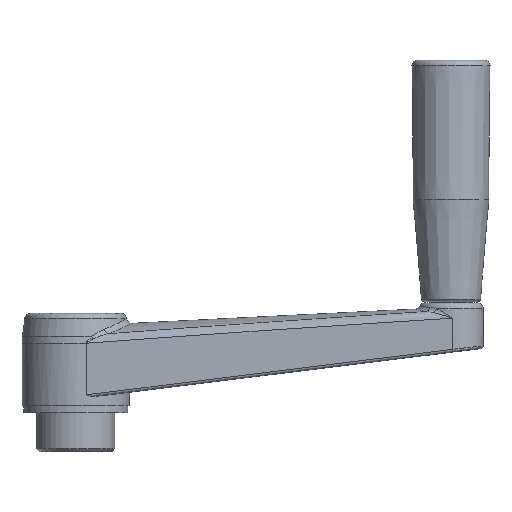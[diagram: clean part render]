
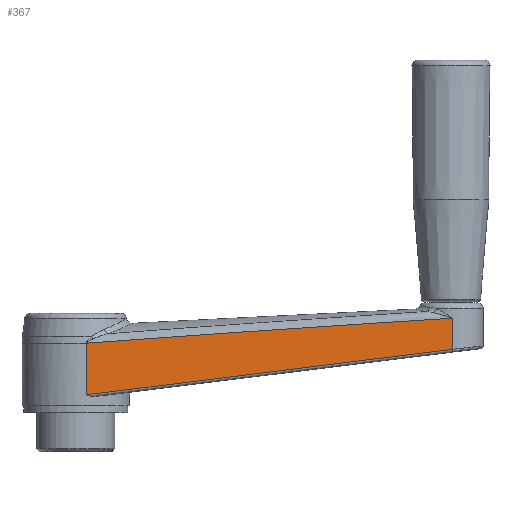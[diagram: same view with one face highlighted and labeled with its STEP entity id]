
A CAD part, front view. The second image highlights one B-rep face of the part: STEP entity #367.
In plain terms, the highlighted planar face has unit normal (0.056, -0.999, 0).
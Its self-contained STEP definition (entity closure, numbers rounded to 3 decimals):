
#367 = ADVANCED_FACE( '', ( #829 ), #830, .T. );
#829 = FACE_OUTER_BOUND( '', #2045, .T. );
#830 = PLANE( '', #2046 );
#2045 = EDGE_LOOP( '', ( #4081, #4082, #4083, #4084, #4085 ) );
#2046 = AXIS2_PLACEMENT_3D( '', #4086, #4087, #4088 );
#4081 = ORIENTED_EDGE( '', *, *, #5205, .T. );
#4082 = ORIENTED_EDGE( '', *, *, #5206, .T. );
#4083 = ORIENTED_EDGE( '', *, *, #5207, .F. );
#4084 = ORIENTED_EDGE( '', *, *, #5056, .T. );
#4085 = ORIENTED_EDGE( '', *, *, #5208, .T. );
#4086 = CARTESIAN_POINT( '', ( -64.927, -19.151, 50. ) );
#4087 = DIRECTION( '', ( 0.056, -0.998, 0. ) );
#4088 = DIRECTION( '', ( 0.998, 0.056, 0. ) );
#5056 = EDGE_CURVE( '', #5772, #5773, #5774, .T. );
#5205 = EDGE_CURVE( '', #5997, #5998, #5999, .T. );
#5206 = EDGE_CURVE( '', #5998, #5471, #6000, .T. );
#5207 = EDGE_CURVE( '', #5772, #5471, #6001, .T. );
#5208 = EDGE_CURVE( '', #5773, #5997, #6002, .F. );
#5471 = VERTEX_POINT( '', #6385 );
#5772 = VERTEX_POINT( '', #6936 );
#5773 = VERTEX_POINT( '', #6937 );
#5774 = ELLIPSE( '', #6938, 715.897, 39.786 );
#5997 = VERTEX_POINT( '', #7462 );
#5998 = VERTEX_POINT( '', #7463 );
#5999 = LINE( '', #7464, #7465 );
#6000 = LINE( '', #7466, #7467 );
#6001 = LINE( '', #7468, #7469 );
#6002 = B_SPLINE_CURVE_WITH_KNOTS( '', 3, ( #7470, #7471, #7472, #7473, #7474, #7475, #7476, #7477, #7478, #7479, #7480, #7481, #7482, #7483, #7484, #7485, #7486, #7487, #7488, #7489, #7490 ), .UNSPECIFIED., .F., .F., ( 4, 2, 2, 1, 2, 2, 1, 1, 1, 2, 2, 1, 4 ), ( 0., 0., 0., 0., 0., 0., 0., 0., 0., 0., 0., 0., 0. ), .UNSPECIFIED. );
#6385 = CARTESIAN_POINT( '', ( 71.778, -11.532, 22.669 ) );
#6936 = CARTESIAN_POINT( '', ( 71.778, -11.532, 33.808 ) );
#6937 = CARTESIAN_POINT( '', ( -59.145, -18.829, 24.87 ) );
#6938 = AXIS2_PLACEMENT_3D( '', #8413, #8414, #8415 );
#7462 = CARTESIAN_POINT( '', ( -59.28, -18.836, 24.476 ) );
#7463 = CARTESIAN_POINT( '', ( -59.28, -18.836, 6.386 ) );
#7464 = CARTESIAN_POINT( '', ( -59.28, -18.836, 0. ) );
#7465 = VECTOR( '', #8597, 1000. );
#7466 = CARTESIAN_POINT( '', ( 71.656, -11.539, 22.653 ) );
#7467 = VECTOR( '', #8598, 1000. );
#7468 = CARTESIAN_POINT( '', ( 71.778, -11.532, 50. ) );
#7469 = VECTOR( '', #8599, 1000. );
#7470 = CARTESIAN_POINT( '', ( -59.28, -18.836, 24.476 ) );
#7471 = CARTESIAN_POINT( '', ( -59.276, -18.836, 24.511 ) );
#7472 = CARTESIAN_POINT( '', ( -59.271, -18.836, 24.545 ) );
#7473 = CARTESIAN_POINT( '', ( -59.257, -18.835, 24.614 ) );
#7474 = CARTESIAN_POINT( '', ( -59.248, -18.834, 24.647 ) );
#7475 = CARTESIAN_POINT( '', ( -59.231, -18.833, 24.697 ) );
#7476 = CARTESIAN_POINT( '', ( -59.222, -18.833, 24.722 ) );
#7477 = CARTESIAN_POINT( '', ( -59.212, -18.832, 24.746 ) );
#7478 = CARTESIAN_POINT( '', ( -59.205, -18.832, 24.762 ) );
#7479 = CARTESIAN_POINT( '', ( -59.201, -18.832, 24.77 ) );
#7480 = CARTESIAN_POINT( '', ( -59.19, -18.831, 24.794 ) );
#7481 = CARTESIAN_POINT( '', ( -59.177, -18.83, 24.818 ) );
#7482 = CARTESIAN_POINT( '', ( -59.161, -18.83, 24.844 ) );
#7483 = CARTESIAN_POINT( '', ( -59.154, -18.829, 24.856 ) );
#7484 = CARTESIAN_POINT( '', ( -59.151, -18.829, 24.86 ) );
#7485 = CARTESIAN_POINT( '', ( -59.151, -18.829, 24.861 ) );
#7486 = CARTESIAN_POINT( '', ( -59.15, -18.829, 24.861 ) );
#7487 = CARTESIAN_POINT( '', ( -59.149, -18.829, 24.863 ) );
#7488 = CARTESIAN_POINT( '', ( -59.148, -18.829, 24.865 ) );
#7489 = CARTESIAN_POINT( '', ( -59.146, -18.829, 24.868 ) );
#7490 = CARTESIAN_POINT( '', ( -59.145, -18.829, 24.87 ) );
#8413 = CARTESIAN_POINT( '', ( 224.953, -2.995, 2.593 ) );
#8414 = DIRECTION( '', ( 0.056, -0.998, 0. ) );
#8415 = DIRECTION( '', ( -0.997, -0.056, -0.05 ) );
#8597 = DIRECTION( '', ( 0., 0., -1. ) );
#8598 = DIRECTION( '', ( 0.991, 0.055, 0.123 ) );
#8599 = DIRECTION( '', ( 0., 0., -1. ) );
